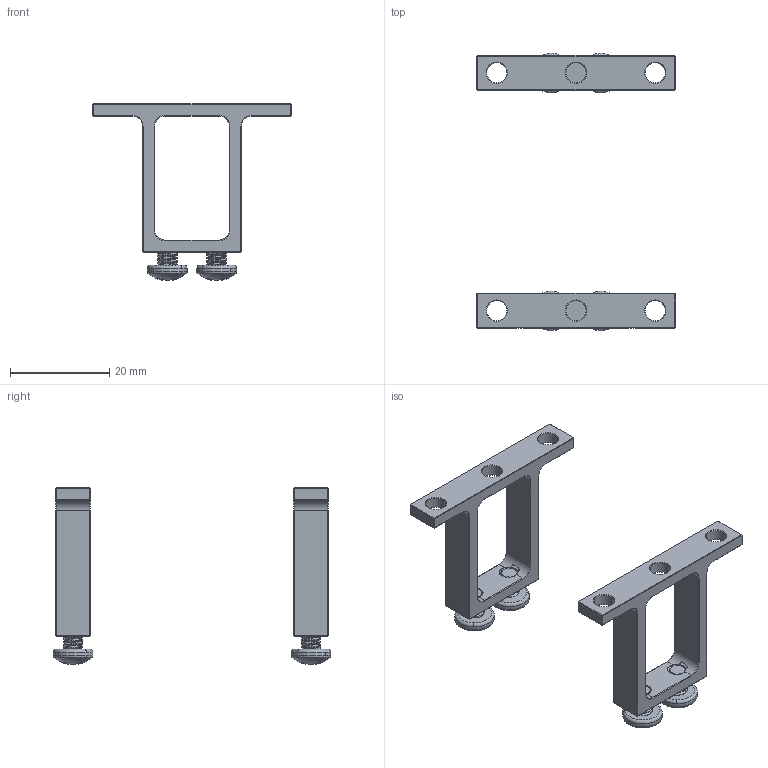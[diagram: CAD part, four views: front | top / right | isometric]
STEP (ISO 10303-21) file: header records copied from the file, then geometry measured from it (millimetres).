
FILE_DESCRIPTION (( 'STEP AP203' ), '1' );
FILE_NAME ('1804-0032-0001 assembly.STEP', '2023-05-16T14:59:58', ( '' ), ( '' ), 'SwSTEP 2.0', 'SolidWorks 2016', '' );
FILE_SCHEMA (( 'CONFIG_CONTROL_DESIGN' ));
Length unit declared in the file: millimetre
Products named in the file (3): 1804-0032-0001; 1804-0032-0001 assembly; M4 x 5mm zinc plated pan head screw_92005A212
Assembly tree (6 placements, depth 2):
  1804-0032-0001 assembly
    1804-0032-0001  x2
    M4 x 5mm zinc plated pan head screw_92005A212  x4
Bounding box: 40 x 56 x 35.61 mm (x, y, z)
Volume: 4214.6 mm3; surface area: 5238.1 mm2
Topology: 6 solids, 6 shells, 584 faces, 1540 edges, 970 vertices
Faces by surface type: cylinder 250, plane 190, cone 94, bspline 26, torus 16, sphere 8
Entity records: 15633 total; most frequent: CARTESIAN_POINT 10384, ORIENTED_EDGE 1118, DIRECTION 926, EDGE_CURVE 559, VERTEX_POINT 346, AXIS2_PLACEMENT_3D 335, VECTOR 256, LINE 256
